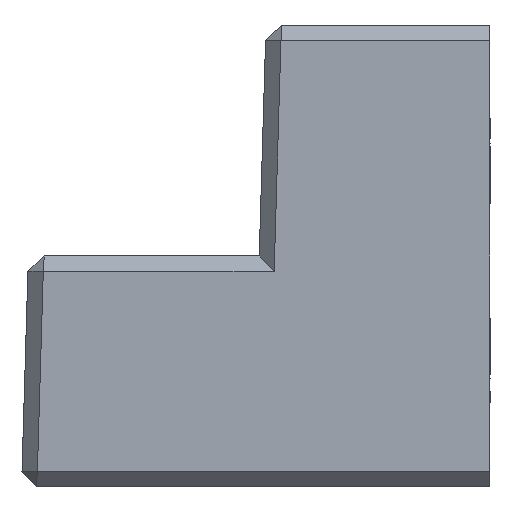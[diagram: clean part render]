
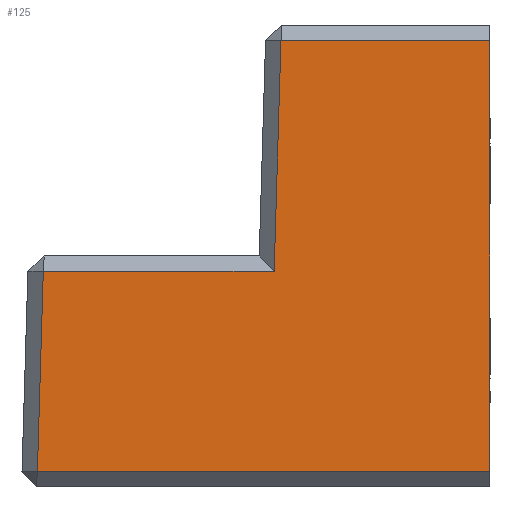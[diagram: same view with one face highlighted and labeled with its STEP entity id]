
A CAD part, left-side view. The second image highlights one B-rep face of the part: STEP entity #125.
In plain terms, the highlighted planar face has unit normal (-1, 0, 0).
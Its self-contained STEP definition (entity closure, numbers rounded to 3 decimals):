
#125=ADVANCED_FACE('',(#448),#450,.T.);
#448=FACE_BOUND('',#449,.T.);
#449=EDGE_LOOP('',(#681,#682,#683,#684,#685,#686));
#450=PLANE('',#451);
#451=AXIS2_PLACEMENT_3D('',#452,#453,#454);
#452=CARTESIAN_POINT('',(-75.,-105.,0.));
#453=DIRECTION('',(-1.,0.,0.));
#454=DIRECTION('',(0.,0.,1.));
#681=ORIENTED_EDGE('',*,*,#810,.F.);
#682=ORIENTED_EDGE('',*,*,#798,.T.);
#683=ORIENTED_EDGE('',*,*,#811,.T.);
#684=ORIENTED_EDGE('',*,*,#812,.F.);
#685=ORIENTED_EDGE('',*,*,#813,.T.);
#686=ORIENTED_EDGE('',*,*,#814,.F.);
#798=EDGE_CURVE('',#871,#883,#885,.T.);
#810=EDGE_CURVE('',#871,#907,#908,.T.);
#811=EDGE_CURVE('',#883,#909,#910,.T.);
#812=EDGE_CURVE('',#911,#909,#912,.F.);
#813=EDGE_CURVE('',#911,#913,#914,.T.);
#814=EDGE_CURVE('',#907,#913,#915,.F.);
#871=VERTEX_POINT('',#1008);
#883=VERTEX_POINT('',#1032);
#885=LINE('',#1036,#1037);
#907=VERTEX_POINT('',#1102);
#908=LINE('',#1103,#1104);
#909=VERTEX_POINT('',#1106);
#910=LINE('',#1107,#1108);
#911=VERTEX_POINT('',#1110);
#912=LINE('',#1111,#1112);
#913=VERTEX_POINT('',#1114);
#914=LINE('',#1115,#1116);
#915=LINE('',#1118,#1119);
#1008=CARTESIAN_POINT('',(-75.,-105.,-28.));
#1032=CARTESIAN_POINT('',(-75.,-105.,28.));
#1036=CARTESIAN_POINT('',(-75.,-105.,-28.));
#1037=VECTOR('',#1038,1.);
#1038=DIRECTION('',(0.,0.,1.));
#1102=CARTESIAN_POINT('',(-75.,-46.164,-28.));
#1103=CARTESIAN_POINT('',(-75.,-105.,-28.));
#1104=VECTOR('',#1105,1.);
#1105=DIRECTION('',(0.,1.,0.));
#1106=CARTESIAN_POINT('',(-75.,-77.824,28.));
#1107=CARTESIAN_POINT('',(-75.,-105.,28.));
#1108=VECTOR('',#1109,1.);
#1109=DIRECTION('',(0.,1.,0.));
#1110=CARTESIAN_POINT('',(-75.,-76.942,-2.));
#1111=CARTESIAN_POINT('',(-75.,-77.824,28.));
#1112=VECTOR('',#1113,1.);
#1113=DIRECTION('',(0.,0.029,-1.));
#1114=CARTESIAN_POINT('',(-75.,-46.929,-2.));
#1115=CARTESIAN_POINT('',(-75.,-76.942,-2.));
#1116=VECTOR('',#1117,1.);
#1117=DIRECTION('',(0.,1.,0.));
#1118=CARTESIAN_POINT('',(-75.,-46.929,-2.));
#1119=VECTOR('',#1120,1.);
#1120=DIRECTION('',(0.,0.029,-1.));
